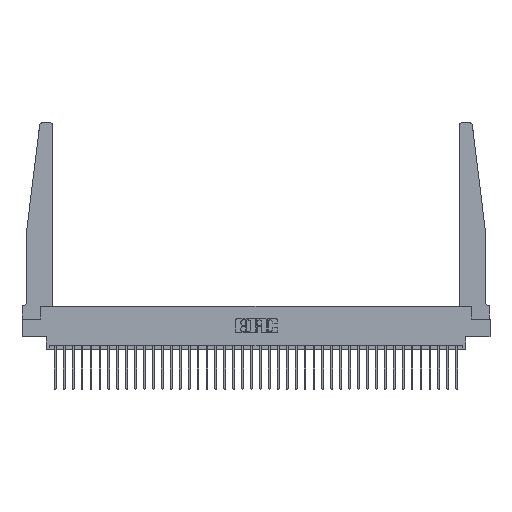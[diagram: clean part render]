
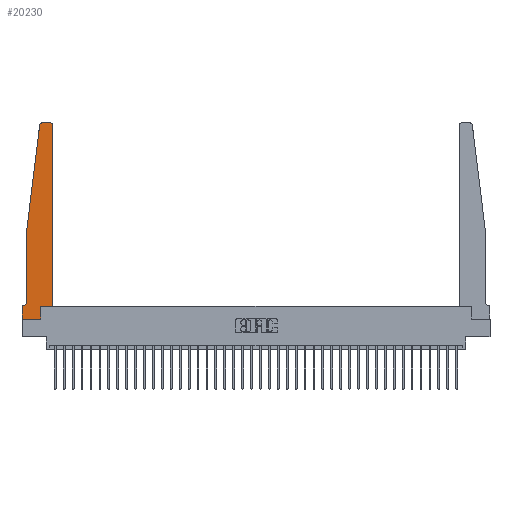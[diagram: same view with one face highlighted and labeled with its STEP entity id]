
A CAD part, top view. The second image highlights one B-rep face of the part: STEP entity #20230.
In plain terms, the highlighted planar face has unit normal (0, 0, 1).
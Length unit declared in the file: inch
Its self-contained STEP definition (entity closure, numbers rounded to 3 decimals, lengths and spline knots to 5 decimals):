
#205 = EDGE_CURVE ( 'NONE', #11567, #28779, #24620, .T. ) ;
#412 = DIRECTION ( 'NONE',  ( 0., 1., 0. ) ) ;
#442 = EDGE_CURVE ( 'NONE', #20438, #7882, #9790, .T. ) ;
#500 = CARTESIAN_POINT ( 'NONE',  ( 0., 0., 0.37 ) ) ;
#636 = CARTESIAN_POINT ( 'NONE',  ( 0., 0.1875, 0.37 ) ) ;
#807 = EDGE_CURVE ( 'NONE', #7882, #13429, #24584, .T. ) ;
#1212 = ORIENTED_EDGE ( 'NONE', *, *, #20528, .T. ) ;
#1299 = CARTESIAN_POINT ( 'NONE',  ( 0.065, 1.25, 0.37 ) ) ;
#1398 = CARTESIAN_POINT ( 'NONE',  ( 0.065, 1.25, 0.37 ) ) ;
#1950 = ORIENTED_EDGE ( 'NONE', *, *, #27346, .T. ) ;
#1964 = CARTESIAN_POINT ( 'NONE',  ( 0.27653, 2.75, 0.37 ) ) ;
#2203 = ORIENTED_EDGE ( 'NONE', *, *, #14747, .T. ) ;
#2498 = ORIENTED_EDGE ( 'NONE', *, *, #13371, .T. ) ;
#3109 = DIRECTION ( 'NONE',  ( -1., 0., 0. ) ) ;
#3429 = VERTEX_POINT ( 'NONE', #3458 ) ;
#3458 = CARTESIAN_POINT ( 'NONE',  ( 0.24675, 2.72367, 0.37 ) ) ;
#3671 = AXIS2_PLACEMENT_3D ( 'NONE', #27798, #14375, #25141 ) ;
#3932 = CARTESIAN_POINT ( 'NONE',  ( 0.25, 2.75, 0.37 ) ) ;
#4461 = ORIENTED_EDGE ( 'NONE', *, *, #6445, .T. ) ;
#4527 = CARTESIAN_POINT ( 'NONE',  ( 0.2605, 0.18, 0.37 ) ) ;
#4850 = CARTESIAN_POINT ( 'NONE',  ( 0.2605, 0., 0.37 ) ) ;
#5027 = VECTOR ( 'NONE', #29372, 39.37008 ) ;
#5700 = CARTESIAN_POINT ( 'NONE',  ( 0.425, 0.18, 0.37 ) ) ;
#6445 = EDGE_CURVE ( 'NONE', #8825, #20438, #7603, .T. ) ;
#6467 = FACE_OUTER_BOUND ( 'NONE', #26848, .T. ) ;
#6495 = VERTEX_POINT ( 'NONE', #1964 ) ;
#6725 = ORIENTED_EDGE ( 'NONE', *, *, #24528, .T. ) ;
#7603 = LINE ( 'NONE', #15875, #24768 ) ;
#7882 = VERTEX_POINT ( 'NONE', #5700 ) ;
#8096 = DIRECTION ( 'NONE',  ( -1., 0., 0. ) ) ;
#8195 = CARTESIAN_POINT ( 'NONE',  ( 0.065, 1.25, 0.37 ) ) ;
#8253 = DIRECTION ( 'NONE',  ( 1., 0., 0. ) ) ;
#8321 = ORIENTED_EDGE ( 'NONE', *, *, #807, .T. ) ;
#8515 = CARTESIAN_POINT ( 'NONE',  ( 0.425, 0.18, 0.37 ) ) ;
#8825 = VERTEX_POINT ( 'NONE', #4850 ) ;
#9442 = DIRECTION ( 'NONE',  ( 1., 0., 0. ) ) ;
#9790 = LINE ( 'NONE', #25843, #18248 ) ;
#10725 = DIRECTION ( 'NONE',  ( 0., 0., 1. ) ) ;
#10843 = LINE ( 'NONE', #8195, #5027 ) ;
#11533 = VERTEX_POINT ( 'NONE', #14654 ) ;
#11567 = VERTEX_POINT ( 'NONE', #33370 ) ;
#11574 = PLANE ( 'NONE',  #25267 ) ;
#11953 = DIRECTION ( 'NONE',  ( 1., 0., 0. ) ) ;
#11980 = EDGE_CURVE ( 'NONE', #19070, #11567, #28906, .T. ) ;
#12155 = ORIENTED_EDGE ( 'NONE', *, *, #11980, .T. ) ;
#13371 = EDGE_CURVE ( 'NONE', #28779, #11533, #14127, .T. ) ;
#13429 = VERTEX_POINT ( 'NONE', #32846 ) ;
#13437 = CARTESIAN_POINT ( 'NONE',  ( 0.395, 2.75, 0.37 ) ) ;
#14127 = LINE ( 'NONE', #19952, #23906 ) ;
#14375 = DIRECTION ( 'NONE',  ( 0., 0., 1. ) ) ;
#14598 = LINE ( 'NONE', #500, #23771 ) ;
#14654 = CARTESIAN_POINT ( 'NONE',  ( 0., 0., 0.37 ) ) ;
#14747 = EDGE_CURVE ( 'NONE', #6495, #3429, #18319, .T. ) ;
#15559 = VECTOR ( 'NONE', #22459, 39.37008 ) ;
#15875 = CARTESIAN_POINT ( 'NONE',  ( 0.2605, 0.18, 0.37 ) ) ;
#16041 = CIRCLE ( 'NONE', #22800, 0.03 ) ;
#16056 = DIRECTION ( 'NONE',  ( 0., 1., 0. ) ) ;
#16231 = EDGE_CURVE ( 'NONE', #21171, #19070, #33949, .T. ) ;
#17213 = DIRECTION ( 'NONE',  ( 1., 0., 0. ) ) ;
#17314 = LINE ( 'NONE', #3932, #25521 ) ;
#17486 = ORIENTED_EDGE ( 'NONE', *, *, #442, .T. ) ;
#18248 = VECTOR ( 'NONE', #9442, 39.37008 ) ;
#18319 = CIRCLE ( 'NONE', #3671, 0.03 ) ;
#19070 = VERTEX_POINT ( 'NONE', #34113 ) ;
#19952 = CARTESIAN_POINT ( 'NONE',  ( 0., 0., 0.37 ) ) ;
#20020 = ORIENTED_EDGE ( 'NONE', *, *, #16231, .T. ) ;
#20230 = ADVANCED_FACE ( 'NONE', ( #6467 ), #11574, .T. ) ;
#20412 = VECTOR ( 'NONE', #412, 39.37008 ) ;
#20438 = VERTEX_POINT ( 'NONE', #4527 ) ;
#20445 = AXIS2_PLACEMENT_3D ( 'NONE', #26805, #29808, #8096 ) ;
#20528 = EDGE_CURVE ( 'NONE', #3429, #21171, #10843, .T. ) ;
#21171 = VERTEX_POINT ( 'NONE', #1398 ) ;
#21967 = CARTESIAN_POINT ( 'NONE',  ( 0.065, 0.1875, 0.37 ) ) ;
#22459 = DIRECTION ( 'NONE',  ( 0., -1., 0. ) ) ;
#22797 = VECTOR ( 'NONE', #3109, 39.37008 ) ;
#22800 = AXIS2_PLACEMENT_3D ( 'NONE', #29614, #10725, #8253 ) ;
#23320 = CARTESIAN_POINT ( 'NONE',  ( 0., 0.1875, 0.37 ) ) ;
#23771 = VECTOR ( 'NONE', #11953, 39.37008 ) ;
#23906 = VECTOR ( 'NONE', #30028, 39.37008 ) ;
#24528 = EDGE_CURVE ( 'NONE', #11533, #8825, #14598, .T. ) ;
#24584 = LINE ( 'NONE', #8515, #20412 ) ;
#24620 = LINE ( 'NONE', #21967, #22797 ) ;
#24768 = VECTOR ( 'NONE', #16056, 39.37008 ) ;
#25141 = DIRECTION ( 'NONE',  ( 1., 0., 0. ) ) ;
#25267 = AXIS2_PLACEMENT_3D ( 'NONE', #636, #32761, #17213 ) ;
#25521 = VECTOR ( 'NONE', #28088, 39.37008 ) ;
#25843 = CARTESIAN_POINT ( 'NONE',  ( 0.425, 0.18, 0.37 ) ) ;
#26805 = CARTESIAN_POINT ( 'NONE',  ( 0.015, 0.2375, 0.37 ) ) ;
#26848 = EDGE_LOOP ( 'NONE', ( #1950, #2203, #1212, #20020, #12155, #27384, #2498, #6725, #4461, #17486, #8321, #28773 ) ) ;
#27346 = EDGE_CURVE ( 'NONE', #30111, #6495, #17314, .T. ) ;
#27384 = ORIENTED_EDGE ( 'NONE', *, *, #205, .T. ) ;
#27798 = CARTESIAN_POINT ( 'NONE',  ( 0.27653, 2.72, 0.37 ) ) ;
#28088 = DIRECTION ( 'NONE',  ( -1., 0., 0. ) ) ;
#28773 = ORIENTED_EDGE ( 'NONE', *, *, #29290, .T. ) ;
#28779 = VERTEX_POINT ( 'NONE', #23320 ) ;
#28906 = CIRCLE ( 'NONE', #20445, 0.05 ) ;
#29290 = EDGE_CURVE ( 'NONE', #13429, #30111, #16041, .T. ) ;
#29372 = DIRECTION ( 'NONE',  ( -0.122, -0.992, 0. ) ) ;
#29614 = CARTESIAN_POINT ( 'NONE',  ( 0.395, 2.72, 0.37 ) ) ;
#29808 = DIRECTION ( 'NONE',  ( 0., 0., -1. ) ) ;
#30028 = DIRECTION ( 'NONE',  ( 0., -1., 0. ) ) ;
#30111 = VERTEX_POINT ( 'NONE', #13437 ) ;
#32761 = DIRECTION ( 'NONE',  ( 0., 0., 1. ) ) ;
#32846 = CARTESIAN_POINT ( 'NONE',  ( 0.425, 2.72, 0.37 ) ) ;
#33370 = CARTESIAN_POINT ( 'NONE',  ( 0.015, 0.1875, 0.37 ) ) ;
#33949 = LINE ( 'NONE', #1299, #15559 ) ;
#34113 = CARTESIAN_POINT ( 'NONE',  ( 0.065, 0.2375, 0.37 ) ) ;
